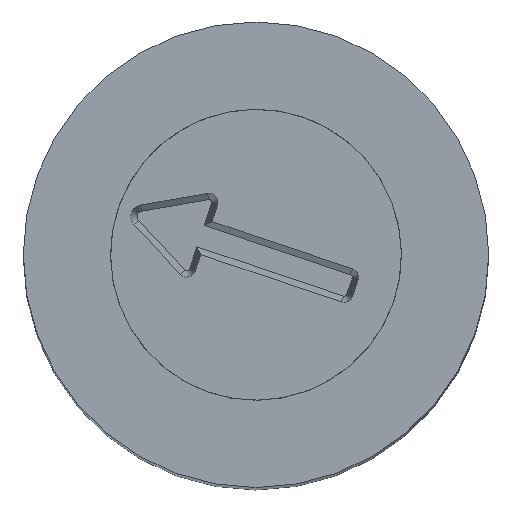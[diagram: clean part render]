
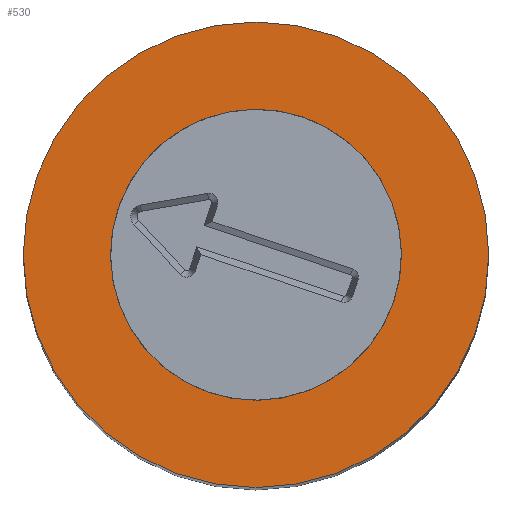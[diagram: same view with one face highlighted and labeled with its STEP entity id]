
A CAD part, top view. The second image highlights one B-rep face of the part: STEP entity #530.
In plain terms, the highlighted planar face has unit normal (0, 0, 1).
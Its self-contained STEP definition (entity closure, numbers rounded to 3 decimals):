
#30=FACE_BOUND('',#105,.T.);
#35=PLANE('',#636);
#69=FACE_OUTER_BOUND('',#104,.T.);
#104=EDGE_LOOP('',(#412));
#105=EDGE_LOOP('',(#413));
#215=CIRCLE('',#623,1.25);
#222=CIRCLE('',#635,2.);
#250=VERTEX_POINT('',#893);
#257=VERTEX_POINT('',#916);
#302=EDGE_CURVE('',#250,#250,#215,.T.);
#313=EDGE_CURVE('',#257,#257,#222,.T.);
#412=ORIENTED_EDGE('',*,*,#313,.F.);
#413=ORIENTED_EDGE('',*,*,#302,.T.);
#530=ADVANCED_FACE('',(#69,#30),#35,.F.);
#623=AXIS2_PLACEMENT_3D('',#894,#716,#717);
#635=AXIS2_PLACEMENT_3D('',#917,#744,#745);
#636=AXIS2_PLACEMENT_3D('',#919,#747,#748);
#716=DIRECTION('center_axis',(0.,0.,-1.));
#717=DIRECTION('ref_axis',(1.,0.,0.));
#744=DIRECTION('center_axis',(0.,0.,-1.));
#745=DIRECTION('ref_axis',(-1.,0.,0.));
#747=DIRECTION('center_axis',(0.,0.,-1.));
#748=DIRECTION('ref_axis',(-1.,0.,0.));
#893=CARTESIAN_POINT('',(-1.25,0.,14.));
#894=CARTESIAN_POINT('Origin',(0.,0.,14.));
#916=CARTESIAN_POINT('',(2.,0.,14.));
#917=CARTESIAN_POINT('Origin',(0.,0.,14.));
#919=CARTESIAN_POINT('Origin',(0.,0.,14.));
